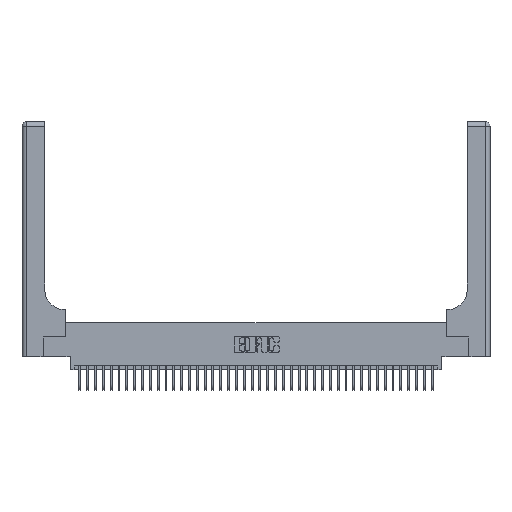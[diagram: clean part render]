
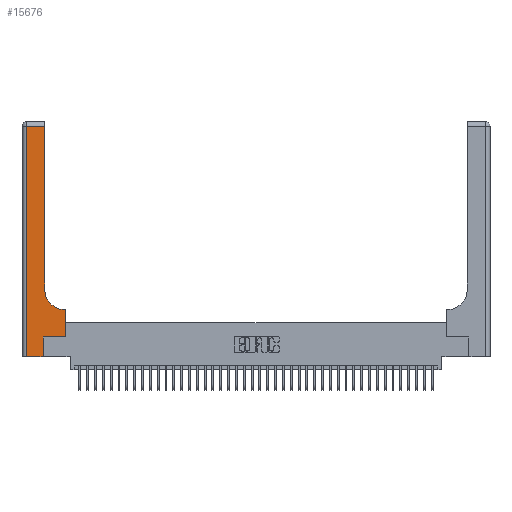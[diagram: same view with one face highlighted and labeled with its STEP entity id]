
A CAD part, top view. The second image highlights one B-rep face of the part: STEP entity #15676.
In plain terms, the highlighted planar face has unit normal (0, 0, 1).
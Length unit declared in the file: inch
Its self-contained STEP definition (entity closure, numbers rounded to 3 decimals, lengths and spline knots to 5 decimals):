
#359 = DIRECTION ( 'NONE',  ( 1., 0., 0. ) ) ;
#470 = CARTESIAN_POINT ( 'NONE',  ( 0.5585, 0.25, 0.37 ) ) ;
#492 = EDGE_CURVE ( 'NONE', #37660, #27032, #12278, .T. ) ;
#2085 = ORIENTED_EDGE ( 'NONE', *, *, #11330, .T. ) ;
#2548 = DIRECTION ( 'NONE',  ( 0., 1., 0. ) ) ;
#2821 = DIRECTION ( 'NONE',  ( -1., 0., 0. ) ) ;
#3376 = DIRECTION ( 'NONE',  ( 0., -1., 0. ) ) ;
#4526 = VERTEX_POINT ( 'NONE', #5524 ) ;
#5004 = DIRECTION ( 'NONE',  ( 0., 1., 0. ) ) ;
#5409 = DIRECTION ( 'NONE',  ( -1., 0., 0. ) ) ;
#5524 = CARTESIAN_POINT ( 'NONE',  ( 0.06, 2.94, 0.37 ) ) ;
#5867 = ORIENTED_EDGE ( 'NONE', *, *, #6612, .T. ) ;
#6124 = EDGE_CURVE ( 'NONE', #20862, #37660, #37195, .T. ) ;
#6612 = EDGE_CURVE ( 'NONE', #39202, #14565, #12035, .T. ) ;
#6774 = CARTESIAN_POINT ( 'NONE',  ( 0.5415, 0.85, 0.37 ) ) ;
#7778 = AXIS2_PLACEMENT_3D ( 'NONE', #6774, #29698, #10082 ) ;
#7845 = VERTEX_POINT ( 'NONE', #28140 ) ;
#8509 = VECTOR ( 'NONE', #2548, 39.37008 ) ;
#9199 = CARTESIAN_POINT ( 'NONE',  ( 0.269, 0., 0.37 ) ) ;
#9852 = ORIENTED_EDGE ( 'NONE', *, *, #29348, .T. ) ;
#9915 = VECTOR ( 'NONE', #5409, 39.37008 ) ;
#10082 = DIRECTION ( 'NONE',  ( 1., 0., 0. ) ) ;
#10255 = ORIENTED_EDGE ( 'NONE', *, *, #22514, .T. ) ;
#10579 = AXIS2_PLACEMENT_3D ( 'NONE', #42150, #22491, #2821 ) ;
#10631 = CARTESIAN_POINT ( 'NONE',  ( 0.5415, 0.6, 0.37 ) ) ;
#11055 = VECTOR ( 'NONE', #30061, 39.37008 ) ;
#11330 = EDGE_CURVE ( 'NONE', #24735, #7845, #42358, .T. ) ;
#12035 = LINE ( 'NONE', #21372, #28464 ) ;
#12278 = LINE ( 'NONE', #36450, #28702 ) ;
#13570 = ORIENTED_EDGE ( 'NONE', *, *, #37909, .T. ) ;
#14565 = VERTEX_POINT ( 'NONE', #19540 ) ;
#15676 = ADVANCED_FACE ( 'NONE', ( #40896 ), #19225, .F. ) ;
#16424 = CARTESIAN_POINT ( 'NONE',  ( 0.06, 3., 0.37 ) ) ;
#16846 = DIRECTION ( 'NONE',  ( -1., 0., 0. ) ) ;
#17247 = ORIENTED_EDGE ( 'NONE', *, *, #492, .T. ) ;
#18689 = VECTOR ( 'NONE', #359, 39.37008 ) ;
#19225 = PLANE ( 'NONE',  #10579 ) ;
#19540 = CARTESIAN_POINT ( 'NONE',  ( 0.2915, 2.94, 0.37 ) ) ;
#20125 = CARTESIAN_POINT ( 'NONE',  ( 0.06, 0., 0.37 ) ) ;
#20745 = LINE ( 'NONE', #23340, #18689 ) ;
#20780 = LINE ( 'NONE', #32395, #37144 ) ;
#20862 = VERTEX_POINT ( 'NONE', #40535 ) ;
#21372 = CARTESIAN_POINT ( 'NONE',  ( 0.2915, 3., 0.37 ) ) ;
#21847 = VERTEX_POINT ( 'NONE', #20125 ) ;
#22491 = DIRECTION ( 'NONE',  ( 0., 0., -1. ) ) ;
#22514 = EDGE_CURVE ( 'NONE', #21847, #24735, #20745, .T. ) ;
#23340 = CARTESIAN_POINT ( 'NONE',  ( 0., 0., 0.37 ) ) ;
#23836 = EDGE_CURVE ( 'NONE', #27032, #39202, #37994, .T. ) ;
#24624 = CARTESIAN_POINT ( 'NONE',  ( 0.269, 0., 0.37 ) ) ;
#24735 = VERTEX_POINT ( 'NONE', #24624 ) ;
#25172 = EDGE_LOOP ( 'NONE', ( #5867, #13570, #42364, #10255, #2085, #9852, #27879, #17247, #40398 ) ) ;
#27032 = VERTEX_POINT ( 'NONE', #10631 ) ;
#27339 = LINE ( 'NONE', #28351, #9915 ) ;
#27879 = ORIENTED_EDGE ( 'NONE', *, *, #6124, .T. ) ;
#28140 = CARTESIAN_POINT ( 'NONE',  ( 0.269, 0.25, 0.37 ) ) ;
#28351 = CARTESIAN_POINT ( 'NONE',  ( 0., 2.94, 0.37 ) ) ;
#28464 = VECTOR ( 'NONE', #5004, 39.37008 ) ;
#28702 = VECTOR ( 'NONE', #16846, 39.37008 ) ;
#29224 = DIRECTION ( 'NONE',  ( 1., 0., 0. ) ) ;
#29348 = EDGE_CURVE ( 'NONE', #7845, #20862, #20780, .T. ) ;
#29698 = DIRECTION ( 'NONE',  ( 0., 0., -1. ) ) ;
#30061 = DIRECTION ( 'NONE',  ( 0., 1., 0. ) ) ;
#30927 = VECTOR ( 'NONE', #3376, 39.37008 ) ;
#31196 = EDGE_CURVE ( 'NONE', #4526, #21847, #31951, .T. ) ;
#31951 = LINE ( 'NONE', #16424, #30927 ) ;
#32395 = CARTESIAN_POINT ( 'NONE',  ( 0.269, 0.25, 0.37 ) ) ;
#34026 = CARTESIAN_POINT ( 'NONE',  ( 0.2915, 0.85, 0.37 ) ) ;
#36450 = CARTESIAN_POINT ( 'NONE',  ( 0.2915, 0.6, 0.37 ) ) ;
#36935 = CARTESIAN_POINT ( 'NONE',  ( 0.5585, 0.6, 0.37 ) ) ;
#37144 = VECTOR ( 'NONE', #29224, 39.37008 ) ;
#37195 = LINE ( 'NONE', #470, #11055 ) ;
#37660 = VERTEX_POINT ( 'NONE', #36935 ) ;
#37909 = EDGE_CURVE ( 'NONE', #14565, #4526, #27339, .T. ) ;
#37994 = CIRCLE ( 'NONE', #7778, 0.25 ) ;
#39202 = VERTEX_POINT ( 'NONE', #34026 ) ;
#40398 = ORIENTED_EDGE ( 'NONE', *, *, #23836, .T. ) ;
#40535 = CARTESIAN_POINT ( 'NONE',  ( 0.5585, 0.25, 0.37 ) ) ;
#40896 = FACE_OUTER_BOUND ( 'NONE', #25172, .T. ) ;
#42150 = CARTESIAN_POINT ( 'NONE',  ( 0., 3., 0.37 ) ) ;
#42358 = LINE ( 'NONE', #9199, #8509 ) ;
#42364 = ORIENTED_EDGE ( 'NONE', *, *, #31196, .T. ) ;
